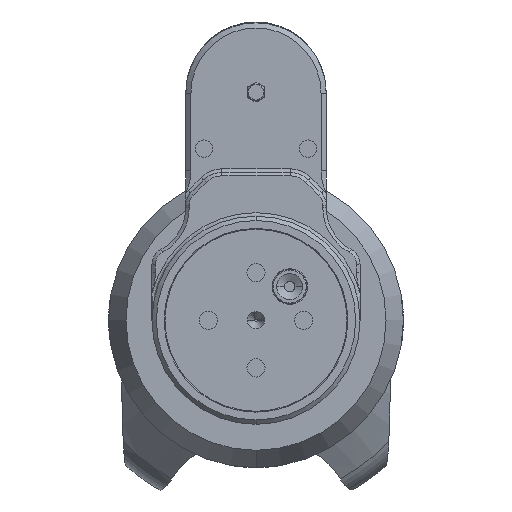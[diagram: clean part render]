
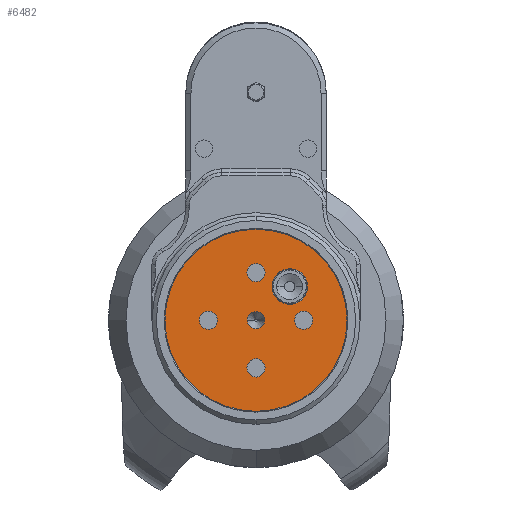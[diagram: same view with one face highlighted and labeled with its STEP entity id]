
A CAD part, front view. The second image highlights one B-rep face of the part: STEP entity #6482.
In plain terms, the highlighted planar face has unit normal (0, -1, 0).
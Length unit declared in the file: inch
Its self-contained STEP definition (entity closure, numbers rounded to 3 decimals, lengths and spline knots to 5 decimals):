
#1808=CARTESIAN_POINT('',(0.,-0.3937,-1.03543));
#1809=DIRECTION('',(0.,1.,0.));
#1810=DIRECTION('',(-1.,0.,0.));
#1811=AXIS2_PLACEMENT_3D('',#1808,#1809,#1810);
#1817=CARTESIAN_POINT('',(0.,-0.3937,-1.03543));
#1818=DIRECTION('',(0.,-1.,0.));
#1819=DIRECTION('',(-1.,0.,0.));
#1820=AXIS2_PLACEMENT_3D('',#1817,#1818,#1819);
#1835=CARTESIAN_POINT('',(0.,-0.3937,-1.03543));
#1836=DIRECTION('',(0.,-1.,0.));
#1837=DIRECTION('',(-1.,0.,0.));
#1838=AXIS2_PLACEMENT_3D('',#1835,#1836,#1837);
#1840=CARTESIAN_POINT('',(0.,-0.3937,-1.03543));
#1841=DIRECTION('',(0.,1.,0.));
#1842=DIRECTION('',(-1.,0.,0.));
#1843=AXIS2_PLACEMENT_3D('',#1840,#1841,#1842);
#1845=CARTESIAN_POINT('',(-0.21654,-0.3937,
-1.03543));
#1846=DIRECTION('',(0.,-1.,0.));
#1847=DIRECTION('',(0.,0.,1.));
#1848=AXIS2_PLACEMENT_3D('',#1845,#1846,#1847);
#1850=CARTESIAN_POINT('',(-0.21654,-0.3937,
-1.03543));
#1851=DIRECTION('',(0.,-1.,0.));
#1852=DIRECTION('',(0.,0.,-1.));
#1853=AXIS2_PLACEMENT_3D('',#1850,#1851,#1852);
#1855=CARTESIAN_POINT('',(0.21654,-0.3937,
-1.03543));
#1856=DIRECTION('',(0.,-1.,0.));
#1857=DIRECTION('',(0.,0.,1.));
#1858=AXIS2_PLACEMENT_3D('',#1855,#1856,#1857);
#1860=CARTESIAN_POINT('',(0.21654,-0.3937,
-1.03543));
#1861=DIRECTION('',(0.,-1.,0.));
#1862=DIRECTION('',(0.,0.,-1.));
#1863=AXIS2_PLACEMENT_3D('',#1860,#1861,#1862);
#1865=CARTESIAN_POINT('',(0.,-0.3937,-0.8189));
#1866=DIRECTION('',(0.,-1.,0.));
#1867=DIRECTION('',(0.,0.,1.));
#1868=AXIS2_PLACEMENT_3D('',#1865,#1866,#1867);
#1870=CARTESIAN_POINT('',(0.,-0.3937,-0.8189));
#1871=DIRECTION('',(0.,-1.,0.));
#1872=DIRECTION('',(0.,0.,-1.));
#1873=AXIS2_PLACEMENT_3D('',#1870,#1871,#1872);
#1875=CARTESIAN_POINT('',(0.,-0.3937,-1.25197));
#1876=DIRECTION('',(0.,-1.,0.));
#1877=DIRECTION('',(0.,0.,1.));
#1878=AXIS2_PLACEMENT_3D('',#1875,#1876,#1877);
#1880=CARTESIAN_POINT('',(0.,-0.3937,-1.25197));
#1881=DIRECTION('',(0.,-1.,0.));
#1882=DIRECTION('',(0.,0.,-1.));
#1883=AXIS2_PLACEMENT_3D('',#1880,#1881,#1882);
#1885=CARTESIAN_POINT('',(0.15311,-0.3937,
-0.88232));
#1886=DIRECTION('',(0.,1.,0.));
#1887=DIRECTION('',(-0.707,0.,-0.707));
#1888=AXIS2_PLACEMENT_3D('',#1885,#1886,#1887);
#1890=CARTESIAN_POINT('',(0.15311,-0.3937,
-0.88232));
#1891=DIRECTION('',(0.,1.,0.));
#1892=DIRECTION('',(0.707,0.,0.707));
#1893=AXIS2_PLACEMENT_3D('',#1890,#1891,#1892);
#3928=CARTESIAN_POINT('',(-0.41339,-0.3937,
-1.03543));
#3929=CARTESIAN_POINT('',(0.41339,-0.3937,
-1.03543));
#3930=VERTEX_POINT('',#3928);
#3931=VERTEX_POINT('',#3929);
#3932=CARTESIAN_POINT('',(-0.21654,-0.3937,
-0.99409));
#3933=CARTESIAN_POINT('',(-0.21654,-0.3937,
-1.07677));
#3934=VERTEX_POINT('',#3932);
#3935=VERTEX_POINT('',#3933);
#3936=CARTESIAN_POINT('',(0.21654,-0.3937,
-0.99409));
#3937=CARTESIAN_POINT('',(0.21654,-0.3937,
-1.07677));
#3938=VERTEX_POINT('',#3936);
#3939=VERTEX_POINT('',#3937);
#3940=CARTESIAN_POINT('',(0.,-0.3937,-0.77756));
#3941=CARTESIAN_POINT('',(0.,-0.3937,-0.86024));
#3942=VERTEX_POINT('',#3940);
#3943=VERTEX_POINT('',#3941);
#3944=CARTESIAN_POINT('',(0.,-0.3937,-1.21063));
#3945=CARTESIAN_POINT('',(0.,-0.3937,-1.29331));
#3946=VERTEX_POINT('',#3944);
#3947=VERTEX_POINT('',#3945);
#3952=CARTESIAN_POINT('',(0.09604,-0.3937,
-0.93939));
#3953=CARTESIAN_POINT('',(0.21018,-0.3937,
-0.82525));
#3954=VERTEX_POINT('',#3952);
#3955=VERTEX_POINT('',#3953);
#3956=CARTESIAN_POINT('',(-0.03937,-0.3937,
-1.03543));
#3957=CARTESIAN_POINT('',(0.03937,-0.3937,
-1.03543));
#3958=VERTEX_POINT('',#3956);
#3959=VERTEX_POINT('',#3957);
#6437=CARTESIAN_POINT('',(0.,-0.3937,-1.03543));
#6438=DIRECTION('',(0.,1.,0.));
#6439=DIRECTION('',(-1.,0.,0.));
#6440=AXIS2_PLACEMENT_3D('',#6437,#6438,#6439);
#6441=PLANE('',#6440);
#6442=ORIENTED_EDGE('',*,*,#6404,.T.);
#6443=ORIENTED_EDGE('',*,*,#6419,.F.);
#6444=EDGE_LOOP('',(#6442,#6443));
#6445=FACE_OUTER_BOUND('',#6444,.F.);
#6447=ORIENTED_EDGE('',*,*,#6446,.T.);
#6449=ORIENTED_EDGE('',*,*,#6448,.F.);
#6450=EDGE_LOOP('',(#6447,#6449));
#6451=FACE_BOUND('',#6450,.F.);
#6453=ORIENTED_EDGE('',*,*,#6452,.T.);
#6455=ORIENTED_EDGE('',*,*,#6454,.T.);
#6456=EDGE_LOOP('',(#6453,#6455));
#6457=FACE_BOUND('',#6456,.F.);
#6459=ORIENTED_EDGE('',*,*,#6458,.T.);
#6461=ORIENTED_EDGE('',*,*,#6460,.T.);
#6462=EDGE_LOOP('',(#6459,#6461));
#6463=FACE_BOUND('',#6462,.F.);
#6465=ORIENTED_EDGE('',*,*,#6464,.T.);
#6467=ORIENTED_EDGE('',*,*,#6466,.T.);
#6468=EDGE_LOOP('',(#6465,#6467));
#6469=FACE_BOUND('',#6468,.F.);
#6471=ORIENTED_EDGE('',*,*,#6470,.T.);
#6473=ORIENTED_EDGE('',*,*,#6472,.T.);
#6474=EDGE_LOOP('',(#6471,#6473));
#6475=FACE_BOUND('',#6474,.F.);
#6477=ORIENTED_EDGE('',*,*,#6476,.F.);
#6479=ORIENTED_EDGE('',*,*,#6478,.F.);
#6480=EDGE_LOOP('',(#6477,#6479));
#6481=FACE_BOUND('',#6480,.F.);
#6482=ADVANCED_FACE('',(#6445,#6451,#6457,#6463,#6469,#6475,#6481),#6441,.F.);
#1812=CIRCLE('',#1811,0.41339);
#1821=CIRCLE('',#1820,0.41339);
#1839=CIRCLE('',#1838,0.03937);
#1844=CIRCLE('',#1843,0.03937);
#1849=CIRCLE('',#1848,0.04134);
#1854=CIRCLE('',#1853,0.04134);
#1859=CIRCLE('',#1858,0.04134);
#1864=CIRCLE('',#1863,0.04134);
#1869=CIRCLE('',#1868,0.04134);
#1874=CIRCLE('',#1873,0.04134);
#1879=CIRCLE('',#1878,0.04134);
#1884=CIRCLE('',#1883,0.04134);
#1889=CIRCLE('',#1888,0.08071);
#1894=CIRCLE('',#1893,0.08071);
#6404=EDGE_CURVE('',#3930,#3931,#1812,.T.);
#6419=EDGE_CURVE('',#3930,#3931,#1821,.T.);
#6446=EDGE_CURVE('',#3958,#3959,#1839,.T.);
#6448=EDGE_CURVE('',#3958,#3959,#1844,.T.);
#6452=EDGE_CURVE('',#3934,#3935,#1849,.T.);
#6454=EDGE_CURVE('',#3935,#3934,#1854,.T.);
#6458=EDGE_CURVE('',#3938,#3939,#1859,.T.);
#6460=EDGE_CURVE('',#3939,#3938,#1864,.T.);
#6464=EDGE_CURVE('',#3942,#3943,#1869,.T.);
#6466=EDGE_CURVE('',#3943,#3942,#1874,.T.);
#6470=EDGE_CURVE('',#3946,#3947,#1879,.T.);
#6472=EDGE_CURVE('',#3947,#3946,#1884,.T.);
#6476=EDGE_CURVE('',#3954,#3955,#1889,.T.);
#6478=EDGE_CURVE('',#3955,#3954,#1894,.T.);
